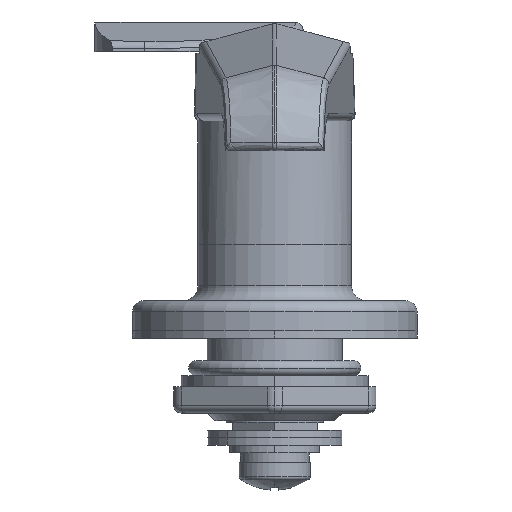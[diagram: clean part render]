
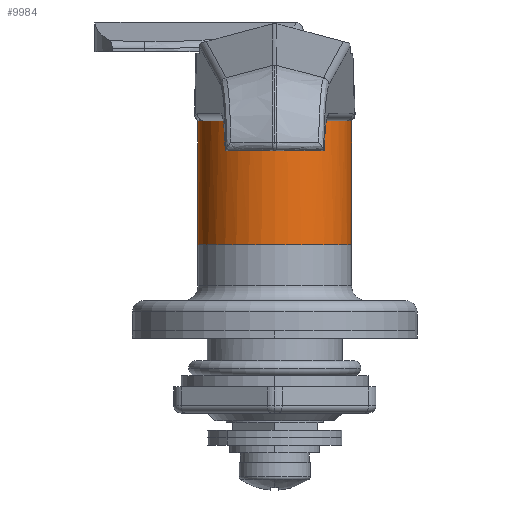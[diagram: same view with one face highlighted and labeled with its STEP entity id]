
A CAD part, front view. The second image highlights one B-rep face of the part: STEP entity #9984.
In plain terms, the highlighted cylindrical face has radius 10.25 mm (diameter 20.5 mm), a partial arc.
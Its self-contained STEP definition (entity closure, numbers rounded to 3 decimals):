
#33 = VERTEX_POINT ( 'NONE', #8391 ) ;
#62 = VERTEX_POINT ( 'NONE', #8512 ) ;
#1080 = EDGE_LOOP ( 'NONE', ( #5870, #5871, #5872, #5873, #5874, #5875, #5876, #5877 ) ) ;
#1416 = LINE ( 'NONE', #8253, #1418 ) ;
#1418 = VECTOR ( 'NONE', #8786, 1000. ) ;
#1419 = CIRCLE ( 'NONE', #5573, 10.25 ) ;
#1452 = LINE ( 'NONE', #4370, #1456 ) ;
#1456 = VECTOR ( 'NONE', #4372, 1000. ) ;
#2256 = EDGE_CURVE ( 'NONE', #6099, #3922, #1416, .T. ) ;
#2258 = EDGE_CURVE ( 'NONE', #33, #6101, #1419, .T. ) ;
#2284 = EDGE_CURVE ( 'NONE', #6108, #6104, #1452, .T. ) ;
#3262 = CARTESIAN_POINT ( 'NONE',  ( -10.17, -1.28, 0. ) ) ;
#3922 = VERTEX_POINT ( 'NONE', #5129 ) ;
#3934 = AXIS2_PLACEMENT_3D ( 'NONE', #10103, #10102, #10098 ) ;
#4370 = CARTESIAN_POINT ( 'NONE',  ( -10.25, 0., 2. ) ) ;
#4372 = DIRECTION ( 'NONE',  ( 0., 0., 1. ) ) ;
#4488 = CARTESIAN_POINT ( 'NONE',  ( 10.25, 0., -16.5 ) ) ;
#4490 = CARTESIAN_POINT ( 'NONE',  ( 9.329, -4.246, 0. ) ) ;
#4493 = CARTESIAN_POINT ( 'NONE',  ( -10.25, 0., 0. ) ) ;
#4497 = CARTESIAN_POINT ( 'NONE',  ( -10.25, 0., -16.5 ) ) ;
#4874 = CARTESIAN_POINT ( 'NONE',  ( 0., 0., 0. ) ) ;
#4875 = DIRECTION ( 'NONE',  ( 0., 0., 1. ) ) ;
#4876 = DIRECTION ( 'NONE',  ( -1., 0., 0. ) ) ;
#5129 = CARTESIAN_POINT ( 'NONE',  ( 10.25, 0., 0. ) ) ;
#5573 = AXIS2_PLACEMENT_3D ( 'NONE', #8784, #8783, #8782 ) ;
#5870 = ORIENTED_EDGE ( 'NONE', *, *, #2284, .F. ) ;
#5871 = ORIENTED_EDGE ( 'NONE', *, *, #8230, .T. ) ;
#5872 = ORIENTED_EDGE ( 'NONE', *, *, #2256, .T. ) ;
#5873 = ORIENTED_EDGE ( 'NONE', *, *, #8226, .F. ) ;
#5874 = ORIENTED_EDGE ( 'NONE', *, *, #8227, .F. ) ;
#5875 = ORIENTED_EDGE ( 'NONE', *, *, #2258, .F. ) ;
#5876 = ORIENTED_EDGE ( 'NONE', *, *, #8241, .F. ) ;
#5877 = ORIENTED_EDGE ( 'NONE', *, *, #6287, .F. ) ;
#6008 = VERTEX_POINT ( 'NONE', #3262 ) ;
#6099 = VERTEX_POINT ( 'NONE', #4488 ) ;
#6101 = VERTEX_POINT ( 'NONE', #4490 ) ;
#6104 = VERTEX_POINT ( 'NONE', #4493 ) ;
#6108 = VERTEX_POINT ( 'NONE', #4497 ) ;
#6287 = EDGE_CURVE ( 'NONE', #6104, #6008, #7242, .T. ) ;
#6571 = CARTESIAN_POINT ( 'NONE',  ( 0., 0., 0. ) ) ;
#6572 = DIRECTION ( 'NONE',  ( 0., 0., 1. ) ) ;
#6573 = DIRECTION ( 'NONE',  ( -1., 0., 0. ) ) ;
#6576 = CARTESIAN_POINT ( 'NONE',  ( 0., 0., 0. ) ) ;
#6577 = DIRECTION ( 'NONE',  ( 0., 0., 1. ) ) ;
#6578 = DIRECTION ( 'NONE',  ( -1., 0., 0. ) ) ;
#6584 = CARTESIAN_POINT ( 'NONE',  ( 0., 0., -16.5 ) ) ;
#6585 = DIRECTION ( 'NONE',  ( 0., 0., 1. ) ) ;
#6586 = DIRECTION ( 'NONE',  ( 1., 0., 0. ) ) ;
#6622 = CARTESIAN_POINT ( 'NONE',  ( 0., 0., 0. ) ) ;
#6623 = DIRECTION ( 'NONE',  ( 0., 0., 1. ) ) ;
#6624 = DIRECTION ( 'NONE',  ( -1., 0., 0. ) ) ;
#7242 = CIRCLE ( 'NONE', #9610, 10.25 ) ;
#7440 = CIRCLE ( 'NONE', #9656, 10.25 ) ;
#7445 = CIRCLE ( 'NONE', #9653, 10.25 ) ;
#7450 = CIRCLE ( 'NONE', #9654, 10.25 ) ;
#7466 = CIRCLE ( 'NONE', #9662, 10.25 ) ;
#7679 = FACE_OUTER_BOUND ( 'NONE', #1080, .T. ) ;
#7688 = CYLINDRICAL_SURFACE ( 'NONE', #3934, 10.25 ) ;
#8226 = EDGE_CURVE ( 'NONE', #62, #3922, #7445, .T. ) ;
#8227 = EDGE_CURVE ( 'NONE', #6101, #62, #7450, .T. ) ;
#8230 = EDGE_CURVE ( 'NONE', #6108, #6099, #7440, .T. ) ;
#8241 = EDGE_CURVE ( 'NONE', #6008, #33, #7466, .T. ) ;
#8253 = CARTESIAN_POINT ( 'NONE',  ( 10.25, 0., 2. ) ) ;
#8391 = CARTESIAN_POINT ( 'NONE',  ( -9.329, -4.246, 0. ) ) ;
#8512 = CARTESIAN_POINT ( 'NONE',  ( 10.17, -1.28, 0. ) ) ;
#8782 = DIRECTION ( 'NONE',  ( -1., 0., 0. ) ) ;
#8783 = DIRECTION ( 'NONE',  ( 0., 0., 1. ) ) ;
#8784 = CARTESIAN_POINT ( 'NONE',  ( 0., 0., 0. ) ) ;
#8786 = DIRECTION ( 'NONE',  ( 0., 0., 1. ) ) ;
#9610 = AXIS2_PLACEMENT_3D ( 'NONE', #4874, #4875, #4876 ) ;
#9653 = AXIS2_PLACEMENT_3D ( 'NONE', #6571, #6572, #6573 ) ;
#9654 = AXIS2_PLACEMENT_3D ( 'NONE', #6576, #6577, #6578 ) ;
#9656 = AXIS2_PLACEMENT_3D ( 'NONE', #6584, #6585, #6586 ) ;
#9662 = AXIS2_PLACEMENT_3D ( 'NONE', #6622, #6623, #6624 ) ;
#9984 = ADVANCED_FACE ( 'NONE', ( #7679 ), #7688, .T. ) ;
#10098 = DIRECTION ( 'NONE',  ( 1., 0., 0. ) ) ;
#10102 = DIRECTION ( 'NONE',  ( 0., 0., 1. ) ) ;
#10103 = CARTESIAN_POINT ( 'NONE',  ( 0., 0., 2. ) ) ;
